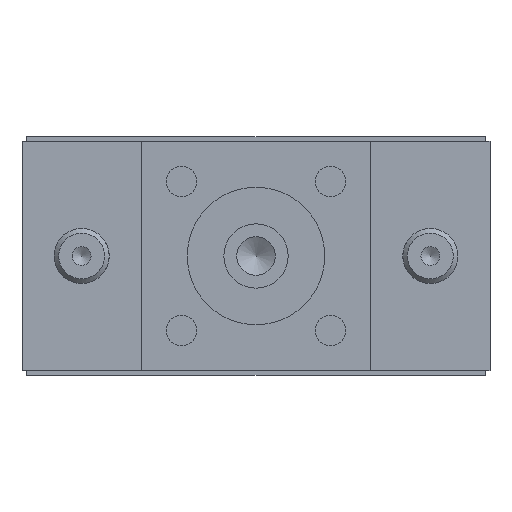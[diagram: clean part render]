
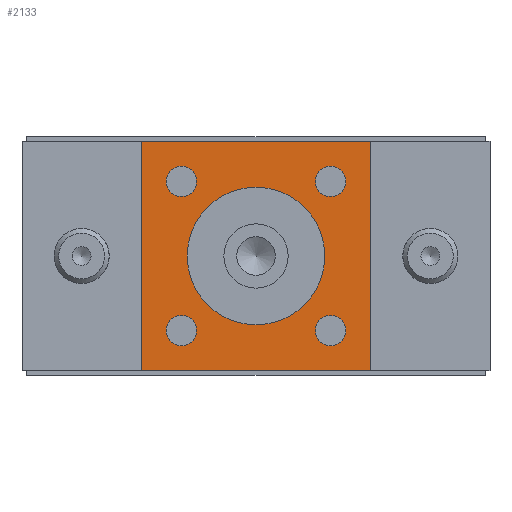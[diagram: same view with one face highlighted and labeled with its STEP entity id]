
A CAD part, front view. The second image highlights one B-rep face of the part: STEP entity #2133.
In plain terms, the highlighted face is planar.
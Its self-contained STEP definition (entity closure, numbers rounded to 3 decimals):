
#112=CARTESIAN_POINT('',(-16.25,64.0,6.45));
#113=VERTEX_POINT('',#112);
#114=CARTESIAN_POINT('',(-16.25,64.0,9.75));
#115=DIRECTION('',(0.0,-1.0,0.0));
#116=DIRECTION('',(0.0,0.0,1.0));
#117=AXIS2_PLACEMENT_3D('',#114,#115,#116);
#118=CIRCLE('',#117,3.3);
#119=EDGE_CURVE('',#113,#113,#118,.T.);
#140=CARTESIAN_POINT('',(-19.55,64.0,42.25));
#141=VERTEX_POINT('',#140);
#142=CARTESIAN_POINT('',(-16.25,64.0,42.25));
#143=DIRECTION('',(0.0,-1.0,0.0));
#144=DIRECTION('',(1.0,0.0,0.0));
#145=AXIS2_PLACEMENT_3D('',#142,#143,#144);
#146=CIRCLE('',#145,3.3);
#147=EDGE_CURVE('',#141,#141,#146,.T.);
#168=CARTESIAN_POINT('',(16.25,64.0,45.55));
#169=VERTEX_POINT('',#168);
#170=CARTESIAN_POINT('',(16.25,64.0,42.25));
#171=DIRECTION('',(0.0,-1.0,0.0));
#172=DIRECTION('',(0.0,0.0,-1.0));
#173=AXIS2_PLACEMENT_3D('',#170,#171,#172);
#174=CIRCLE('',#173,3.3);
#175=EDGE_CURVE('',#169,#169,#174,.T.);
#196=CARTESIAN_POINT('',(19.55,64.0,9.75));
#197=VERTEX_POINT('',#196);
#198=CARTESIAN_POINT('',(16.25,64.0,9.75));
#199=DIRECTION('',(0.0,-1.0,0.0));
#200=DIRECTION('',(-1.0,0.0,0.0));
#201=AXIS2_PLACEMENT_3D('',#198,#199,#200);
#202=CIRCLE('',#201,3.3);
#203=EDGE_CURVE('',#197,#197,#202,.T.);
#235=CARTESIAN_POINT('',(15.0,64.0,26.0));
#236=VERTEX_POINT('',#235);
#237=CARTESIAN_POINT('',(0.0,64.0,26.0));
#238=DIRECTION('',(0.0,-1.0,0.0));
#239=DIRECTION('',(1.0,0.0,0.0));
#240=AXIS2_PLACEMENT_3D('',#237,#238,#239);
#241=CIRCLE('',#240,15.0);
#242=EDGE_CURVE('',#236,#236,#241,.T.);
#1906=CARTESIAN_POINT('',(-25.0,64.0,1.));
#1907=VERTEX_POINT('',#1906);
#1914=CARTESIAN_POINT('',(25.0,64.0,1.));
#1915=VERTEX_POINT('',#1914);
#1916=CARTESIAN_POINT('',(25.0,64.0,1.));
#1917=DIRECTION('',(-1.0,0.0,0.0));
#1918=VECTOR('',#1917,50.0);
#1919=LINE('',#1916,#1918);
#1920=EDGE_CURVE('',#1915,#1907,#1919,.T.);
#2076=CARTESIAN_POINT('',(-25.0,64.0,51.0));
#2077=VERTEX_POINT('',#2076);
#2084=CARTESIAN_POINT('',(-25.0,64.0,1.0));
#2085=DIRECTION('',(0.0,0.0,1.0));
#2086=VECTOR('',#2085,50.0);
#2087=LINE('',#2084,#2086);
#2088=EDGE_CURVE('',#1907,#2077,#2087,.T.);
#2095=CARTESIAN_POINT('',(-25.0,64.0,26.0));
#2096=DIRECTION('',(0.0,1.0,0.0));
#2097=DIRECTION('',(0.0,0.0,1.0));
#2098=AXIS2_PLACEMENT_3D('',#2095,#2096,#2097);
#2099=PLANE('',#2098);
#2100=CARTESIAN_POINT('',(25.0,64.0,51.0));
#2101=VERTEX_POINT('',#2100);
#2102=CARTESIAN_POINT('',(-25.0,64.0,51.0));
#2103=DIRECTION('',(1.0,0.0,0.0));
#2104=VECTOR('',#2103,50.0);
#2105=LINE('',#2102,#2104);
#2106=EDGE_CURVE('',#2077,#2101,#2105,.T.);
#2107=ORIENTED_EDGE('',*,*,#2106,.T.);
#2108=CARTESIAN_POINT('',(25.0,64.0,1.0));
#2109=DIRECTION('',(0.0,0.0,1.0));
#2110=VECTOR('',#2109,50.0);
#2111=LINE('',#2108,#2110);
#2112=EDGE_CURVE('',#1915,#2101,#2111,.T.);
#2113=ORIENTED_EDGE('',*,*,#2112,.F.);
#2114=ORIENTED_EDGE('',*,*,#1920,.T.);
#2115=ORIENTED_EDGE('',*,*,#2088,.T.);
#2116=EDGE_LOOP('',(#2107,#2113,#2114,#2115));
#2117=FACE_OUTER_BOUND('',#2116,.T.);
#2118=ORIENTED_EDGE('',*,*,#119,.T.);
#2119=EDGE_LOOP('',(#2118));
#2120=FACE_BOUND('',#2119,.T.);
#2121=ORIENTED_EDGE('',*,*,#147,.T.);
#2122=EDGE_LOOP('',(#2121));
#2123=FACE_BOUND('',#2122,.T.);
#2124=ORIENTED_EDGE('',*,*,#175,.T.);
#2125=EDGE_LOOP('',(#2124));
#2126=FACE_BOUND('',#2125,.T.);
#2127=ORIENTED_EDGE('',*,*,#203,.T.);
#2128=EDGE_LOOP('',(#2127));
#2129=FACE_BOUND('',#2128,.T.);
#2130=ORIENTED_EDGE('',*,*,#242,.T.);
#2131=EDGE_LOOP('',(#2130));
#2132=FACE_BOUND('',#2131,.T.);
#2133=ADVANCED_FACE('',(#2117,#2120,#2123,#2126,#2129,#2132),#2099,.T.);
